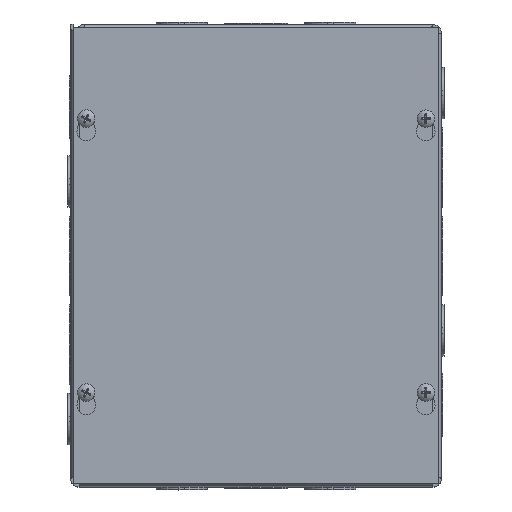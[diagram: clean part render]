
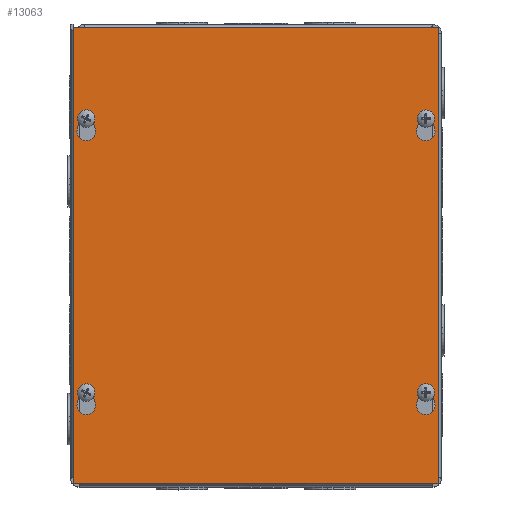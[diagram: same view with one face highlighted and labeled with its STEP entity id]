
A CAD part, top view. The second image highlights one B-rep face of the part: STEP entity #13063.
In plain terms, the highlighted planar face has unit normal (0, 0, 1).
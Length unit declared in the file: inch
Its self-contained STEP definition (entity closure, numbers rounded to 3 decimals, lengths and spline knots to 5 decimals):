
#1415=LINE($,#21977,#2650);
#1419=LINE($,#21987,#2654);
#1422=LINE($,#21995,#2657);
#1426=LINE($,#22007,#2661);
#1431=LINE($,#22025,#2666);
#1435=LINE($,#22035,#2670);
#1438=LINE($,#22043,#2673);
#1442=LINE($,#22055,#2677);
#1444=LINE($,#22063,#2679);
#1448=LINE($,#22071,#2683);
#1451=LINE($,#22077,#2686);
#1454=LINE($,#22082,#2689);
#2650=VECTOR($,#17064,0.26996);
#2654=VECTOR($,#17076,0.26996);
#2657=VECTOR($,#17081,0.26996);
#2661=VECTOR($,#17093,0.26996);
#2666=VECTOR($,#17112,0.26996);
#2670=VECTOR($,#17124,0.26996);
#2673=VECTOR($,#17129,0.26996);
#2677=VECTOR($,#17141,0.26996);
#2679=VECTOR($,#17151,10.);
#2683=VECTOR($,#17157,8.);
#2686=VECTOR($,#17162,10.);
#2689=VECTOR($,#17167,8.);
#3149=PLANE($,#14029);
#3530=FACE_BOUND($,#5052,.T.);
#3531=FACE_BOUND($,#5053,.T.);
#3532=FACE_BOUND($,#5054,.T.);
#3533=FACE_BOUND($,#5055,.T.);
#3534=FACE_BOUND($,#5056,.T.);
#5052=EDGE_LOOP($,(#11465,#11466,#11467,#11468));
#5053=EDGE_LOOP($,(#11469,#11470,#11471,#11472));
#5054=EDGE_LOOP($,(#11473,#11474,#11475,#11476));
#5055=EDGE_LOOP($,(#11477,#11478,#11479,#11480));
#5056=EDGE_LOOP($,(#11481,#11482,#11483,#11484));
#5355=CIRCLE($,#13995,0.203);
#5357=CIRCLE($,#13999,0.125);
#5359=CIRCLE($,#14004,0.125);
#5361=CIRCLE($,#14008,0.203);
#5363=CIRCLE($,#14011,0.203);
#5365=CIRCLE($,#14015,0.125);
#5367=CIRCLE($,#14020,0.125);
#5369=CIRCLE($,#14024,0.203);
#6386=VERTEX_POINT($,#21968);
#6387=VERTEX_POINT($,#21970);
#6389=VERTEX_POINT($,#21976);
#6391=VERTEX_POINT($,#21982);
#6394=VERTEX_POINT($,#21992);
#6395=VERTEX_POINT($,#21994);
#6397=VERTEX_POINT($,#22000);
#6399=VERTEX_POINT($,#22006);
#6402=VERTEX_POINT($,#22016);
#6403=VERTEX_POINT($,#22018);
#6405=VERTEX_POINT($,#22024);
#6407=VERTEX_POINT($,#22030);
#6410=VERTEX_POINT($,#22040);
#6411=VERTEX_POINT($,#22042);
#6413=VERTEX_POINT($,#22048);
#6415=VERTEX_POINT($,#22054);
#6416=VERTEX_POINT($,#22061);
#6417=VERTEX_POINT($,#22062);
#6420=VERTEX_POINT($,#22070);
#6422=VERTEX_POINT($,#22076);
#8004=EDGE_CURVE($,#6387,#6386,#5355,.T.);
#8007=EDGE_CURVE($,#6389,#6387,#1415,.T.);
#8010=EDGE_CURVE($,#6391,#6389,#5357,.T.);
#8013=EDGE_CURVE($,#6386,#6391,#1419,.T.);
#8016=EDGE_CURVE($,#6395,#6394,#1422,.T.);
#8019=EDGE_CURVE($,#6397,#6395,#5359,.T.);
#8022=EDGE_CURVE($,#6399,#6397,#1426,.T.);
#8025=EDGE_CURVE($,#6394,#6399,#5361,.T.);
#8028=EDGE_CURVE($,#6403,#6402,#5363,.T.);
#8031=EDGE_CURVE($,#6405,#6403,#1431,.T.);
#8034=EDGE_CURVE($,#6407,#6405,#5365,.T.);
#8037=EDGE_CURVE($,#6402,#6407,#1435,.T.);
#8040=EDGE_CURVE($,#6411,#6410,#1438,.T.);
#8043=EDGE_CURVE($,#6413,#6411,#5367,.T.);
#8046=EDGE_CURVE($,#6415,#6413,#1442,.T.);
#8049=EDGE_CURVE($,#6410,#6415,#5369,.T.);
#8050=EDGE_CURVE($,#6416,#6417,#1444,.T.);
#8054=EDGE_CURVE($,#6417,#6420,#1448,.T.);
#8057=EDGE_CURVE($,#6420,#6422,#1451,.T.);
#8060=EDGE_CURVE($,#6422,#6416,#1454,.T.);
#11465=ORIENTED_EDGE($,*,*,#8004,.T.);
#11466=ORIENTED_EDGE($,*,*,#8013,.T.);
#11467=ORIENTED_EDGE($,*,*,#8010,.T.);
#11468=ORIENTED_EDGE($,*,*,#8007,.T.);
#11469=ORIENTED_EDGE($,*,*,#8016,.T.);
#11470=ORIENTED_EDGE($,*,*,#8025,.T.);
#11471=ORIENTED_EDGE($,*,*,#8022,.T.);
#11472=ORIENTED_EDGE($,*,*,#8019,.T.);
#11473=ORIENTED_EDGE($,*,*,#8028,.T.);
#11474=ORIENTED_EDGE($,*,*,#8037,.T.);
#11475=ORIENTED_EDGE($,*,*,#8034,.T.);
#11476=ORIENTED_EDGE($,*,*,#8031,.T.);
#11477=ORIENTED_EDGE($,*,*,#8040,.T.);
#11478=ORIENTED_EDGE($,*,*,#8049,.T.);
#11479=ORIENTED_EDGE($,*,*,#8046,.T.);
#11480=ORIENTED_EDGE($,*,*,#8043,.T.);
#11481=ORIENTED_EDGE($,*,*,#8050,.F.);
#11482=ORIENTED_EDGE($,*,*,#8060,.F.);
#11483=ORIENTED_EDGE($,*,*,#8057,.F.);
#11484=ORIENTED_EDGE($,*,*,#8054,.F.);
#13063=ADVANCED_FACE($,(#3530,#3531,#3532,#3533,#3534),#3149,.T.);
#13995=AXIS2_PLACEMENT_3D($,#21971,#17058,#17059);
#13999=AXIS2_PLACEMENT_3D($,#21983,#17070,#17071);
#14004=AXIS2_PLACEMENT_3D($,#22001,#17087,#17088);
#14008=AXIS2_PLACEMENT_3D($,#22011,#17099,#17100);
#14011=AXIS2_PLACEMENT_3D($,#22019,#17106,#17107);
#14015=AXIS2_PLACEMENT_3D($,#22031,#17118,#17119);
#14020=AXIS2_PLACEMENT_3D($,#22049,#17135,#17136);
#14024=AXIS2_PLACEMENT_3D($,#22059,#17147,#17148);
#14029=AXIS2_PLACEMENT_3D($,#22084,#17169,#17170);
#17058=DIRECTION('center_axis',(0.,0.,-1.));
#17059=DIRECTION('ref_axis',(-0.961,0.278,0.));
#17064=DIRECTION($,(0.278,-0.961,0.));
#17070=DIRECTION('center_axis',(0.,0.,-1.));
#17071=DIRECTION('ref_axis',(0.961,0.278,0.));
#17076=DIRECTION($,(0.278,0.961,0.));
#17081=DIRECTION($,(0.278,-0.961,0.));
#17087=DIRECTION('center_axis',(0.,0.,-1.));
#17088=DIRECTION('ref_axis',(0.961,0.278,0.));
#17093=DIRECTION($,(0.278,0.961,0.));
#17099=DIRECTION('center_axis',(0.,0.,-1.));
#17100=DIRECTION('ref_axis',(-0.961,0.278,0.));
#17106=DIRECTION('center_axis',(0.,0.,-1.));
#17107=DIRECTION('ref_axis',(-0.961,0.278,0.));
#17112=DIRECTION($,(0.278,-0.961,0.));
#17118=DIRECTION('center_axis',(0.,0.,-1.));
#17119=DIRECTION('ref_axis',(0.961,0.278,0.));
#17124=DIRECTION($,(0.278,0.961,0.));
#17129=DIRECTION($,(0.278,-0.961,0.));
#17135=DIRECTION('center_axis',(0.,0.,-1.));
#17136=DIRECTION('ref_axis',(0.961,0.278,0.));
#17141=DIRECTION($,(0.278,0.961,0.));
#17147=DIRECTION('center_axis',(0.,0.,-1.));
#17148=DIRECTION('ref_axis',(-0.961,0.278,0.));
#17151=DIRECTION($,(0.,-1.,0.));
#17157=DIRECTION($,(-1.,0.,0.));
#17162=DIRECTION($,(0.,1.,0.));
#17167=DIRECTION($,(1.,0.,0.));
#17169=DIRECTION('center_axis',(0.,0.,1.));
#17170=DIRECTION('ref_axis',(1.,0.,0.));
#21968=CARTESIAN_POINT('',(3.52373,-3.22465,0.062));
#21970=CARTESIAN_POINT('',(3.91377,-3.22465,0.062));
#21971=CARTESIAN_POINT('Origin',(3.71875,-3.281,0.062));
#21976=CARTESIAN_POINT('',(3.83884,-2.9653,0.062));
#21977=CARTESIAN_POINT($,(3.33303,-1.21471,0.062));
#21982=CARTESIAN_POINT('',(3.59866,-2.9653,0.062));
#21983=CARTESIAN_POINT('Origin',(3.71875,-3.,0.062));
#21987=CARTESIAN_POINT($,(3.8554,-2.07672,0.062));
#21992=CARTESIAN_POINT('',(-3.52373,-3.22465,0.062));
#21994=CARTESIAN_POINT('',(-3.59866,-2.9653,0.062));
#21995=CARTESIAN_POINT($,(-3.81794,-2.2064,0.062));
#22000=CARTESIAN_POINT('',(-3.83884,-2.9653,0.062));
#22001=CARTESIAN_POINT('Origin',(-3.71875,-3.,0.062));
#22006=CARTESIAN_POINT('',(-3.91377,-3.22465,0.062));
#22007=CARTESIAN_POINT($,(-3.29556,-1.08504,0.062));
#22011=CARTESIAN_POINT('Origin',(-3.71875,-3.281,0.062));
#22016=CARTESIAN_POINT('',(3.52373,2.77535,0.062));
#22018=CARTESIAN_POINT('',(3.91377,2.77535,0.062));
#22019=CARTESIAN_POINT('Origin',(3.71875,2.719,0.062));
#22024=CARTESIAN_POINT('',(3.83884,3.0347,0.062));
#22025=CARTESIAN_POINT($,(4.13305,2.01644,0.062));
#22030=CARTESIAN_POINT('',(3.59866,3.0347,0.062));
#22031=CARTESIAN_POINT('Origin',(3.71875,3.,0.062));
#22035=CARTESIAN_POINT($,(3.05539,1.15443,0.062));
#22040=CARTESIAN_POINT('',(-3.52373,2.77535,0.062));
#22042=CARTESIAN_POINT('',(-3.59866,3.0347,0.062));
#22043=CARTESIAN_POINT($,(-3.01792,1.02476,0.062));
#22048=CARTESIAN_POINT('',(-3.83884,3.0347,0.062));
#22049=CARTESIAN_POINT('Origin',(-3.71875,3.,0.062));
#22054=CARTESIAN_POINT('',(-3.91377,2.77535,0.062));
#22055=CARTESIAN_POINT($,(-4.09558,2.14612,0.062));
#22059=CARTESIAN_POINT('Origin',(-3.71875,2.719,0.062));
#22061=CARTESIAN_POINT('',(4.,5.,0.062));
#22062=CARTESIAN_POINT('',(4.,-5.,0.062));
#22063=CARTESIAN_POINT($,(4.,5.,0.062));
#22070=CARTESIAN_POINT('',(-4.,-5.,0.062));
#22071=CARTESIAN_POINT($,(4.,-5.,0.062));
#22076=CARTESIAN_POINT('',(-4.,5.,0.062));
#22077=CARTESIAN_POINT($,(-4.,-5.,0.062));
#22082=CARTESIAN_POINT($,(-4.,5.,0.062));
#22084=CARTESIAN_POINT('Origin',(0.,0.,
0.062));
